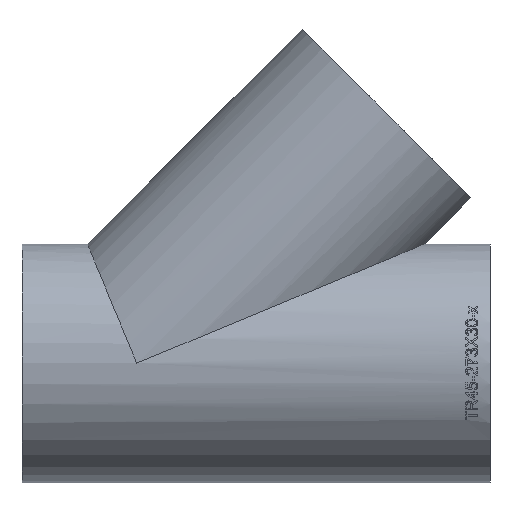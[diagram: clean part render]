
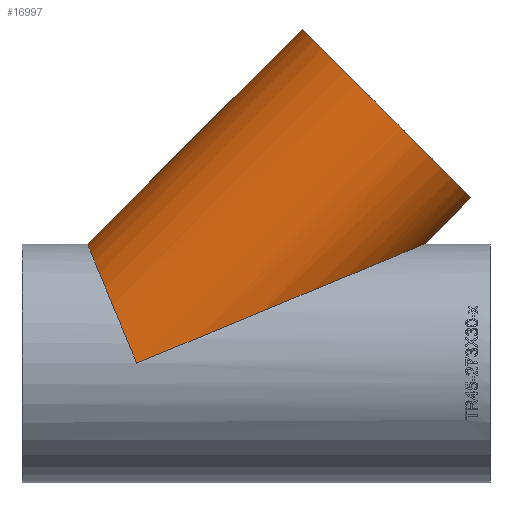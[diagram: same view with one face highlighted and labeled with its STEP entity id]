
A CAD part, top view. The second image highlights one B-rep face of the part: STEP entity #16997.
In plain terms, the highlighted cylindrical face has radius 136.5 mm (diameter 273 mm), a full revolution.
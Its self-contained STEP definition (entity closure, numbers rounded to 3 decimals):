
#901 = DIRECTION ( 'NONE',  ( 0.707, 0.707, 0. ) ) ;
#1056 = AXIS2_PLACEMENT_3D ( 'NONE', #5944, #12833, #8151 ) ;
#1351 = ORIENTED_EDGE ( 'NONE', *, *, #19452, .F. ) ;
#5944 = CARTESIAN_POINT ( 'NONE',  ( 149.513, 286.053, 0. ) ) ;
#6743 =( BOUNDED_CURVE ( )  B_SPLINE_CURVE ( 3, ( #26616, #7029, #27199, #27389 ),
 .UNSPECIFIED., .F., .F. ) 
 B_SPLINE_CURVE_WITH_KNOTS ( ( 4, 4 ),
 ( 1.571, 4.712 ),
 .UNSPECIFIED. ) 
 CURVE ( )  GEOMETRIC_REPRESENTATION_ITEM ( )  RATIONAL_B_SPLINE_CURVE ( ( 1., 0.333, 0.333, 1. ) ) 
 REPRESENTATION_ITEM ( '' )  );
#7029 = CARTESIAN_POINT ( 'NONE',  ( 522.54, 273., -136.5 ) ) ;
#8151 = DIRECTION ( 'NONE',  ( -0.707, 0.707, 0. ) ) ;
#9328 = VERTEX_POINT ( 'NONE', #25217 ) ;
#11092 = ORIENTED_EDGE ( 'NONE', *, *, #18039, .F. ) ;
#11442 = ORIENTED_EDGE ( 'NONE', *, *, #26965, .F. ) ;
#11551 = VERTEX_POINT ( 'NONE', #23728 ) ;
#12833 = DIRECTION ( 'NONE',  ( 0.707, 0.707, 0. ) ) ;
#13987 = CARTESIAN_POINT ( 'NONE',  ( 149.513, 286.053, 0. ) ) ;
#14145 = CARTESIAN_POINT ( 'NONE',  ( -249.62, 273., 136.5 ) ) ;
#14330 = CARTESIAN_POINT ( 'NONE',  ( -249.62, 273., -136.5 ) ) ;
#15424 = FACE_OUTER_BOUND ( 'NONE', #26559, .T. ) ;
#16997 = ADVANCED_FACE ( 'NONE', ( #15424, #20270 ), #21969, .T. ) ;
#17840 = CARTESIAN_POINT ( 'NONE',  ( -136.54, 0., 136.5 ) ) ;
#18039 = EDGE_CURVE ( 'NONE', #11551, #24484, #6743, .T. ) ;
#18547 = AXIS2_PLACEMENT_3D ( 'NONE', #13987, #901, #20325 ) ;
#18732 = CARTESIAN_POINT ( 'NONE',  ( -136.54, 0., -136.5 ) ) ;
#19452 = EDGE_CURVE ( 'NONE', #24484, #11551, #22888, .T. ) ;
#20270 = FACE_OUTER_BOUND ( 'NONE', #26811, .T. ) ;
#20325 = DIRECTION ( 'NONE',  ( -0.707, 0.707, 0. ) ) ;
#21659 = CIRCLE ( 'NONE', #18547, 136.5 ) ;
#21969 = CYLINDRICAL_SURFACE ( 'NONE', #1056, 136.5 ) ;
#22888 =( BOUNDED_CURVE ( )  B_SPLINE_CURVE ( 3, ( #23038, #14145, #14330, #18732 ),
 .UNSPECIFIED., .F., .F. ) 
 B_SPLINE_CURVE_WITH_KNOTS ( ( 4, 4 ),
 ( 4.712, 7.854 ),
 .UNSPECIFIED. ) 
 CURVE ( )  GEOMETRIC_REPRESENTATION_ITEM ( )  RATIONAL_B_SPLINE_CURVE ( ( 1., 0.333, 0.333, 1. ) ) 
 REPRESENTATION_ITEM ( '' )  );
#23038 = CARTESIAN_POINT ( 'NONE',  ( -136.54, 0., 136.5 ) ) ;
#23728 = CARTESIAN_POINT ( 'NONE',  ( -136.54, 0., -136.5 ) ) ;
#24484 = VERTEX_POINT ( 'NONE', #17840 ) ;
#25217 = CARTESIAN_POINT ( 'NONE',  ( 52.993, 382.573, 0. ) ) ;
#26559 = EDGE_LOOP ( 'NONE', ( #11092, #1351 ) ) ;
#26616 = CARTESIAN_POINT ( 'NONE',  ( -136.54, 0., -136.5 ) ) ;
#26811 = EDGE_LOOP ( 'NONE', ( #11442 ) ) ;
#26965 = EDGE_CURVE ( 'NONE', #9328, #9328, #21659, .T. ) ;
#27199 = CARTESIAN_POINT ( 'NONE',  ( 522.54, 273., 136.5 ) ) ;
#27389 = CARTESIAN_POINT ( 'NONE',  ( -136.54, 0., 136.5 ) ) ;
